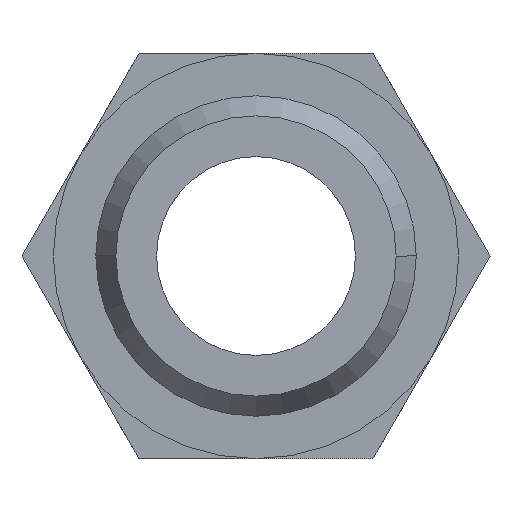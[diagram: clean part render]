
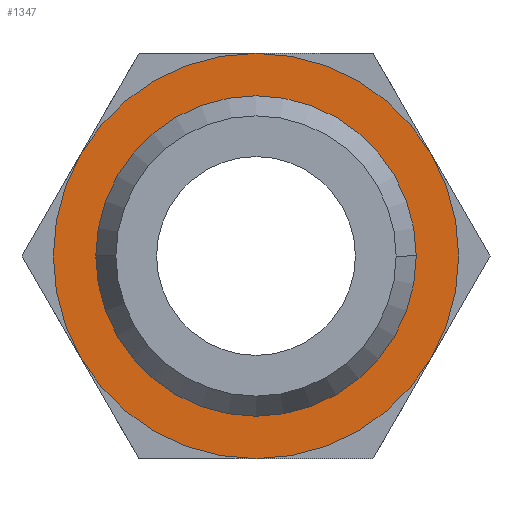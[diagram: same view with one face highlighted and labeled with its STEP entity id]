
A CAD part, front view. The second image highlights one B-rep face of the part: STEP entity #1347.
In plain terms, the highlighted planar face has unit normal (0, -1, 0).
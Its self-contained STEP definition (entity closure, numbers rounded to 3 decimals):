
#51=CARTESIAN_POINT('',(10.5,7.5,0.0));
#52=VERTEX_POINT('',#51);
#95=CARTESIAN_POINT('',(-10.5,7.5,0.));
#96=VERTEX_POINT('',#95);
#103=CARTESIAN_POINT('',(0.0,7.5,0.0));
#104=DIRECTION('',(0.0,-1.0,0.0));
#105=DIRECTION('',(1.0,0.0,0.0));
#106=AXIS2_PLACEMENT_3D('',#103,#104,#105);
#107=CIRCLE('',#106,10.5);
#108=EDGE_CURVE('',#52,#96,#107,.T.);
#405=CARTESIAN_POINT('',(8.3,7.5,0.0));
#406=VERTEX_POINT('',#405);
#415=CARTESIAN_POINT('',(-8.3,7.5,0.));
#416=VERTEX_POINT('',#415);
#417=CARTESIAN_POINT('',(0.0,7.5,0.0));
#418=DIRECTION('',(0.0,-1.0,0.0));
#419=DIRECTION('',(1.0,0.0,0.0));
#420=AXIS2_PLACEMENT_3D('',#417,#418,#419);
#421=CIRCLE('',#420,8.3);
#422=EDGE_CURVE('',#406,#416,#421,.T.);
#614=CARTESIAN_POINT('',(0.0,7.5,0.0));
#615=DIRECTION('',(0.0,-1.0,0.0));
#616=DIRECTION('',(1.0,0.0,0.0));
#617=AXIS2_PLACEMENT_3D('',#614,#615,#616);
#618=CIRCLE('',#617,8.3);
#619=EDGE_CURVE('',#416,#406,#618,.T.);
#1319=CARTESIAN_POINT('',(0.0,7.5,0.0));
#1320=DIRECTION('',(0.0,-1.0,0.0));
#1321=DIRECTION('',(1.0,0.0,0.0));
#1322=AXIS2_PLACEMENT_3D('',#1319,#1320,#1321);
#1323=CIRCLE('',#1322,10.5);
#1324=EDGE_CURVE('',#96,#52,#1323,.T.);
#1334=CARTESIAN_POINT('',(9.4,7.5,0.0));
#1335=DIRECTION('',(0.0,-1.0,0.0));
#1336=DIRECTION('',(0.0,0.0,-1.0));
#1337=AXIS2_PLACEMENT_3D('',#1334,#1335,#1336);
#1338=PLANE('',#1337);
#1339=ORIENTED_EDGE('',*,*,#108,.T.);
#1340=ORIENTED_EDGE('',*,*,#1324,.T.);
#1341=EDGE_LOOP('',(#1339,#1340));
#1342=FACE_OUTER_BOUND('',#1341,.T.);
#1343=ORIENTED_EDGE('',*,*,#422,.F.);
#1344=ORIENTED_EDGE('',*,*,#619,.F.);
#1345=EDGE_LOOP('',(#1343,#1344));
#1346=FACE_BOUND('',#1345,.T.);
#1347=ADVANCED_FACE('',(#1342,#1346),#1338,.T.);
